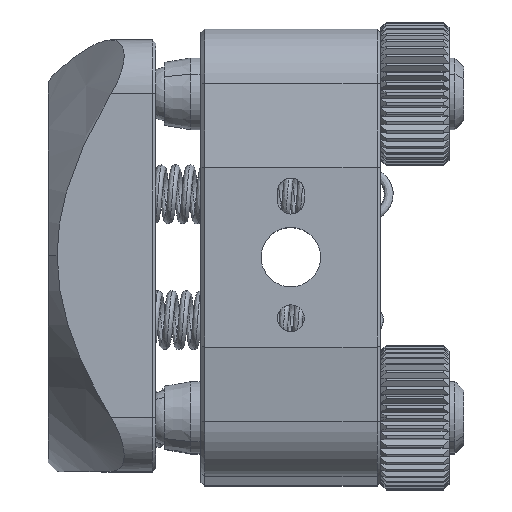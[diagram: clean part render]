
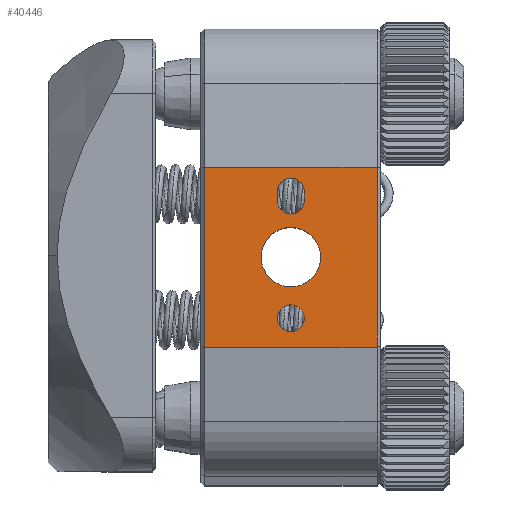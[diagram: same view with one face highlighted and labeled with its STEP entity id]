
A CAD part, top view. The second image highlights one B-rep face of the part: STEP entity #40446.
In plain terms, the highlighted planar face has unit normal (0, 0, 1).
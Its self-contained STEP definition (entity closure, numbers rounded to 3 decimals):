
#967 = ORIENTED_EDGE ( 'NONE', *, *, #5613, .T. ) ;
#1179 = DIRECTION ( 'NONE',  ( 0., -1., 0. ) ) ;
#1257 = EDGE_CURVE ( 'NONE', #8590, #39708, #16325, .T. ) ;
#2110 = EDGE_CURVE ( 'NONE', #32831, #29918, #5460, .T. ) ;
#2219 = CARTESIAN_POINT ( 'NONE',  ( 0., 0., -11.124 ) ) ;
#2836 = DIRECTION ( 'NONE',  ( 0., -1., 0. ) ) ;
#2849 = ORIENTED_EDGE ( 'NONE', *, *, #4726, .T. ) ;
#3029 = CARTESIAN_POINT ( 'NONE',  ( -0.75, 3.15, -11.124 ) ) ;
#4548 = AXIS2_PLACEMENT_3D ( 'NONE', #26561, #44233, #1179 ) ;
#4575 = DIRECTION ( 'NONE',  ( 1., 0., 0. ) ) ;
#4726 = EDGE_CURVE ( 'NONE', #25792, #8505, #27838, .T. ) ;
#5460 = CIRCLE ( 'NONE', #4548, 0.75 ) ;
#5613 = EDGE_CURVE ( 'NONE', #53893, #29786, #47890, .T. ) ;
#6219 = CARTESIAN_POINT ( 'NONE',  ( 0., 3.15, -11.124 ) ) ;
#6228 = CARTESIAN_POINT ( 'NONE',  ( 0., 3.65, -11.124 ) ) ;
#7344 = EDGE_CURVE ( 'NONE', #45256, #16829, #47822, .T. ) ;
#7685 = PLANE ( 'NONE',  #12807 ) ;
#8505 = VERTEX_POINT ( 'NONE', #55329 ) ;
#8590 = VERTEX_POINT ( 'NONE', #43892 ) ;
#8622 = ORIENTED_EDGE ( 'NONE', *, *, #51847, .T. ) ;
#8759 = DIRECTION ( 'NONE',  ( 0., -1., 0. ) ) ;
#9321 = LINE ( 'NONE', #34439, #48446 ) ;
#10123 = VECTOR ( 'NONE', #4575, 1000. ) ;
#11099 = DIRECTION ( 'NONE',  ( 0., 0., -1. ) ) ;
#11412 = DIRECTION ( 'NONE',  ( 0., 0., -1. ) ) ;
#12807 = AXIS2_PLACEMENT_3D ( 'NONE', #54435, #11412, #28802 ) ;
#13711 = EDGE_LOOP ( 'NONE', ( #39566, #52759, #33449, #18700 ) ) ;
#13872 = CARTESIAN_POINT ( 'NONE',  ( -5., 5., -11.124 ) ) ;
#14451 = EDGE_CURVE ( 'NONE', #39708, #8590, #25854, .T. ) ;
#15069 = DIRECTION ( 'NONE',  ( 0., 0., -1. ) ) ;
#15465 = ORIENTED_EDGE ( 'NONE', *, *, #52809, .F. ) ;
#15678 = FACE_BOUND ( 'NONE', #34401, .T. ) ;
#15788 = DIRECTION ( 'NONE',  ( 0., -1., 0. ) ) ;
#16282 = AXIS2_PLACEMENT_3D ( 'NONE', #2219, #46124, #17227 ) ;
#16325 = CIRCLE ( 'NONE', #16282, 1.65 ) ;
#16429 = ORIENTED_EDGE ( 'NONE', *, *, #1257, .F. ) ;
#16829 = VERTEX_POINT ( 'NONE', #28305 ) ;
#17227 = DIRECTION ( 'NONE',  ( 0., -1., 0. ) ) ;
#17329 = ORIENTED_EDGE ( 'NONE', *, *, #40355, .T. ) ;
#17747 = VERTEX_POINT ( 'NONE', #20719 ) ;
#17802 = AXIS2_PLACEMENT_3D ( 'NONE', #6228, #11099, #36754 ) ;
#18110 = VERTEX_POINT ( 'NONE', #49183 ) ;
#18257 = CIRCLE ( 'NONE', #30122, 0.75 ) ;
#18700 = ORIENTED_EDGE ( 'NONE', *, *, #53566, .T. ) ;
#18774 = AXIS2_PLACEMENT_3D ( 'NONE', #6219, #15069, #24196 ) ;
#18850 = LINE ( 'NONE', #44803, #41182 ) ;
#20352 = CARTESIAN_POINT ( 'NONE',  ( -0.75, 12.7, -11.124 ) ) ;
#20376 = ORIENTED_EDGE ( 'NONE', *, *, #2110, .T. ) ;
#20719 = CARTESIAN_POINT ( 'NONE',  ( 4.8, 5., -11.124 ) ) ;
#22217 = AXIS2_PLACEMENT_3D ( 'NONE', #33501, #50870, #25215 ) ;
#22422 = CARTESIAN_POINT ( 'NONE',  ( -4.8, 12.7, -11.124 ) ) ;
#23019 = CARTESIAN_POINT ( 'NONE',  ( 0., -2.65, -11.124 ) ) ;
#23956 = FACE_BOUND ( 'NONE', #42260, .T. ) ;
#24196 = DIRECTION ( 'NONE',  ( 0., -1., 0. ) ) ;
#25076 = DIRECTION ( 'NONE',  ( 0., 0., -1. ) ) ;
#25215 = DIRECTION ( 'NONE',  ( 0., -1., 0. ) ) ;
#25222 = EDGE_LOOP ( 'NONE', ( #20376, #8622, #15465, #2849, #29246 ) ) ;
#25792 = VERTEX_POINT ( 'NONE', #43687 ) ;
#25822 = DIRECTION ( 'NONE',  ( 0., -1., 0. ) ) ;
#25854 = CIRCLE ( 'NONE', #22217, 1.65 ) ;
#26064 = ORIENTED_EDGE ( 'NONE', *, *, #14451, .F. ) ;
#26066 = CIRCLE ( 'NONE', #18774, 0.75 ) ;
#26561 = CARTESIAN_POINT ( 'NONE',  ( 0., 3.15, -11.124 ) ) ;
#26805 = LINE ( 'NONE', #35658, #10123 ) ;
#27838 = CIRCLE ( 'NONE', #17802, 0.75 ) ;
#28305 = CARTESIAN_POINT ( 'NONE',  ( -4.8, -5., -11.124 ) ) ;
#28802 = DIRECTION ( 'NONE',  ( 0., 1., 0. ) ) ;
#29246 = ORIENTED_EDGE ( 'NONE', *, *, #34694, .F. ) ;
#29786 = VERTEX_POINT ( 'NONE', #50735 ) ;
#29918 = VERTEX_POINT ( 'NONE', #32397 ) ;
#30122 = AXIS2_PLACEMENT_3D ( 'NONE', #45899, #25076, #2836 ) ;
#31001 = LINE ( 'NONE', #13872, #50135 ) ;
#32028 = CARTESIAN_POINT ( 'NONE',  ( -4.8, 5., -11.124 ) ) ;
#32330 = AXIS2_PLACEMENT_3D ( 'NONE', #37817, #43211, #25822 ) ;
#32397 = CARTESIAN_POINT ( 'NONE',  ( 0., 2.4, -11.124 ) ) ;
#32692 = VECTOR ( 'NONE', #8759, 1000. ) ;
#32816 = VECTOR ( 'NONE', #15788, 1000. ) ;
#32831 = VERTEX_POINT ( 'NONE', #46913 ) ;
#33081 = FACE_OUTER_BOUND ( 'NONE', #13711, .T. ) ;
#33449 = ORIENTED_EDGE ( 'NONE', *, *, #34127, .F. ) ;
#33501 = CARTESIAN_POINT ( 'NONE',  ( 0., 0., -11.124 ) ) ;
#34127 = EDGE_CURVE ( 'NONE', #17747, #18110, #9321, .T. ) ;
#34401 = EDGE_LOOP ( 'NONE', ( #26064, #16429 ) ) ;
#34439 = CARTESIAN_POINT ( 'NONE',  ( 4.8, 12.7, -11.124 ) ) ;
#34694 = EDGE_CURVE ( 'NONE', #32831, #8505, #18850, .T. ) ;
#35561 = DIRECTION ( 'NONE',  ( -1., 0., 0. ) ) ;
#35658 = CARTESIAN_POINT ( 'NONE',  ( -5., -5., -11.124 ) ) ;
#36754 = DIRECTION ( 'NONE',  ( 0., -1., 0. ) ) ;
#37817 = CARTESIAN_POINT ( 'NONE',  ( 0., -3.4, -11.124 ) ) ;
#39280 = DIRECTION ( 'NONE',  ( 0., -1., 0. ) ) ;
#39566 = ORIENTED_EDGE ( 'NONE', *, *, #7344, .T. ) ;
#39708 = VERTEX_POINT ( 'NONE', #55632 ) ;
#40355 = EDGE_CURVE ( 'NONE', #29786, #53893, #18257, .T. ) ;
#40446 = ADVANCED_FACE ( 'NONE', ( #33081, #15678, #23956, #41349 ), #7685, .F. ) ;
#41182 = VECTOR ( 'NONE', #49359, 1000. ) ;
#41349 = FACE_BOUND ( 'NONE', #25222, .T. ) ;
#42260 = EDGE_LOOP ( 'NONE', ( #17329, #967 ) ) ;
#42300 = LINE ( 'NONE', #20352, #32816 ) ;
#43211 = DIRECTION ( 'NONE',  ( 0., 0., -1. ) ) ;
#43687 = CARTESIAN_POINT ( 'NONE',  ( -0.75, 3.65, -11.124 ) ) ;
#43892 = CARTESIAN_POINT ( 'NONE',  ( 0., 1.65, -11.124 ) ) ;
#44233 = DIRECTION ( 'NONE',  ( 0., 0., -1. ) ) ;
#44803 = CARTESIAN_POINT ( 'NONE',  ( 0.75, 12.7, -11.124 ) ) ;
#45256 = VERTEX_POINT ( 'NONE', #32028 ) ;
#45899 = CARTESIAN_POINT ( 'NONE',  ( 0., -3.4, -11.124 ) ) ;
#46124 = DIRECTION ( 'NONE',  ( 0., 0., 1. ) ) ;
#46456 = EDGE_CURVE ( 'NONE', #16829, #18110, #26805, .T. ) ;
#46913 = CARTESIAN_POINT ( 'NONE',  ( 0.75, 3.15, -11.124 ) ) ;
#47822 = LINE ( 'NONE', #22422, #32692 ) ;
#47890 = CIRCLE ( 'NONE', #32330, 0.75 ) ;
#48446 = VECTOR ( 'NONE', #39280, 1000. ) ;
#49183 = CARTESIAN_POINT ( 'NONE',  ( 4.8, -5., -11.124 ) ) ;
#49359 = DIRECTION ( 'NONE',  ( 0., 1., 0. ) ) ;
#50135 = VECTOR ( 'NONE', #35561, 1000. ) ;
#50735 = CARTESIAN_POINT ( 'NONE',  ( 0., -4.15, -11.124 ) ) ;
#50870 = DIRECTION ( 'NONE',  ( 0., 0., 1. ) ) ;
#51847 = EDGE_CURVE ( 'NONE', #29918, #53964, #26066, .T. ) ;
#52759 = ORIENTED_EDGE ( 'NONE', *, *, #46456, .T. ) ;
#52809 = EDGE_CURVE ( 'NONE', #25792, #53964, #42300, .T. ) ;
#53566 = EDGE_CURVE ( 'NONE', #17747, #45256, #31001, .T. ) ;
#53893 = VERTEX_POINT ( 'NONE', #23019 ) ;
#53964 = VERTEX_POINT ( 'NONE', #3029 ) ;
#54435 = CARTESIAN_POINT ( 'NONE',  ( 5., 12.7, -11.124 ) ) ;
#55329 = CARTESIAN_POINT ( 'NONE',  ( 0.75, 3.65, -11.124 ) ) ;
#55632 = CARTESIAN_POINT ( 'NONE',  ( 0., -1.65, -11.124 ) ) ;
